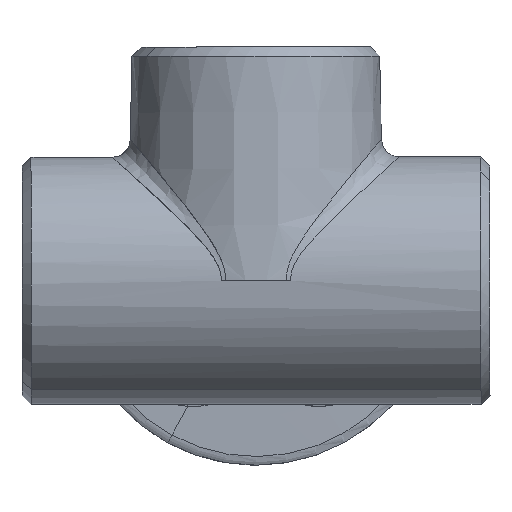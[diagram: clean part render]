
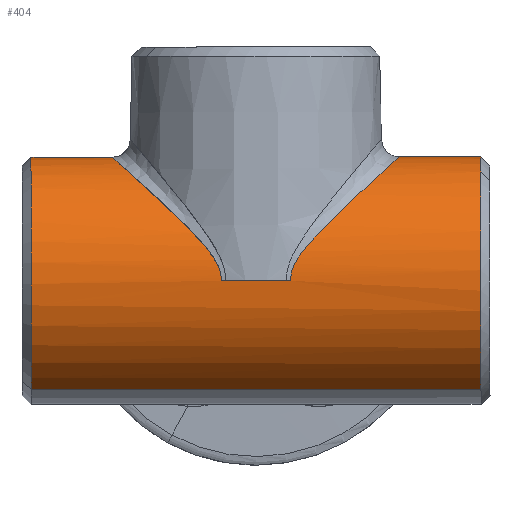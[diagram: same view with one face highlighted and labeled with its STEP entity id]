
A CAD part, front view. The second image highlights one B-rep face of the part: STEP entity #404.
In plain terms, the highlighted cylindrical face has radius 13.75 mm (diameter 27.5 mm), a partial arc.
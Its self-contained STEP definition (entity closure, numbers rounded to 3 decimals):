
#250=CARTESIAN_POINT('Axis2P3D Location',(0.,0.,0.)) ;
#255=CARTESIAN_POINT('Axis2P3D Location',(-25.,0.,-0.028)) ;
#259=CARTESIAN_POINT('Vertex',(-24.987,-6.592,-12.095)) ;
#261=CARTESIAN_POINT('Vertex',(-25.014,6.592,12.038)) ;
#264=CARTESIAN_POINT('Line Origine',(-0.014,6.592,12.067)) ;
#268=CARTESIAN_POINT('Vertex',(-14.097,6.592,12.051)) ;
#272=CARTESIAN_POINT('Control Point',(-14.097,6.592,12.051)) ;
#273=CARTESIAN_POINT('Control Point',(-14.77,5.476,12.66)) ;
#274=CARTESIAN_POINT('Control Point',(-15.333,4.241,13.167)) ;
#275=CARTESIAN_POINT('Control Point',(-15.753,2.881,13.544)) ;
#276=CARTESIAN_POINT('Control Point',(-15.962,1.44,13.732)) ;
#277=CARTESIAN_POINT('Control Point',(-15.962,0.,13.732)) ;
#278=CARTESIAN_POINT('Vertex',(-15.962,0.,13.732)) ;
#282=CARTESIAN_POINT('Control Point',(-15.962,0.,13.732)) ;
#283=CARTESIAN_POINT('Control Point',(-15.962,-0.933,13.732)) ;
#284=CARTESIAN_POINT('Control Point',(-15.874,-1.865,13.653)) ;
#285=CARTESIAN_POINT('Control Point',(-15.698,-2.777,13.495)) ;
#286=CARTESIAN_POINT('Control Point',(-15.24,-4.363,13.083)) ;
#287=CARTESIAN_POINT('Control Point',(-14.57,-5.801,12.479)) ;
#288=CARTESIAN_POINT('Control Point',(-14.233,-6.414,12.174)) ;
#289=CARTESIAN_POINT('Control Point',(-13.401,-7.726,11.42)) ;
#290=CARTESIAN_POINT('Control Point',(-12.44,-8.863,10.543)) ;
#291=CARTESIAN_POINT('Control Point',(-11.873,-9.446,10.022)) ;
#292=CARTESIAN_POINT('Control Point',(-10.491,-10.692,8.745)) ;
#293=CARTESIAN_POINT('Control Point',(-9.018,-11.675,7.349)) ;
#294=CARTESIAN_POINT('Control Point',(-8.16,-12.158,6.516)) ;
#295=CARTESIAN_POINT('Control Point',(-6.886,-12.759,5.25)) ;
#296=CARTESIAN_POINT('Control Point',(-5.684,-13.2,3.884)) ;
#297=CARTESIAN_POINT('Control Point',(-5.311,-13.325,3.434)) ;
#298=CARTESIAN_POINT('Control Point',(-4.794,-13.484,2.754)) ;
#299=CARTESIAN_POINT('Control Point',(-4.37,-13.603,2.022)) ;
#300=CARTESIAN_POINT('Control Point',(-4.248,-13.636,1.786)) ;
#301=CARTESIAN_POINT('Control Point',(-4.035,-13.694,1.297)) ;
#302=CARTESIAN_POINT('Control Point',(-3.907,-13.731,0.786)) ;
#303=CARTESIAN_POINT('Control Point',(-3.869,-13.744,0.523)) ;
#304=CARTESIAN_POINT('Control Point',(-3.861,-13.75,0.258)) ;
#305=CARTESIAN_POINT('Control Point',(-3.883,-13.75,-0.004)) ;
#306=CARTESIAN_POINT('Vertex',(-3.883,-13.75,-0.004)) ;
#310=CARTESIAN_POINT('Control Point',(-3.631,-13.75,-0.004)) ;
#311=CARTESIAN_POINT('Control Point',(-3.883,-13.75,-0.004)) ;
#312=CARTESIAN_POINT('Vertex',(-3.631,-13.75,-0.004)) ;
#315=CARTESIAN_POINT('Line Origine',(0.,-13.75,0.)) ;
#319=CARTESIAN_POINT('Vertex',(3.631,-13.75,0.004)) ;
#323=CARTESIAN_POINT('Control Point',(3.631,-13.75,0.004)) ;
#324=CARTESIAN_POINT('Control Point',(3.883,-13.75,0.004)) ;
#325=CARTESIAN_POINT('Vertex',(3.883,-13.75,0.004)) ;
#329=CARTESIAN_POINT('Control Point',(3.883,-13.75,0.004)) ;
#330=CARTESIAN_POINT('Control Point',(3.852,-13.75,0.373)) ;
#331=CARTESIAN_POINT('Control Point',(3.877,-13.738,0.745)) ;
#332=CARTESIAN_POINT('Control Point',(3.966,-13.712,1.11)) ;
#333=CARTESIAN_POINT('Control Point',(4.248,-13.636,1.868)) ;
#334=CARTESIAN_POINT('Control Point',(4.673,-13.516,2.571)) ;
#335=CARTESIAN_POINT('Control Point',(4.925,-13.442,2.933)) ;
#336=CARTESIAN_POINT('Control Point',(5.712,-13.194,3.973)) ;
#337=CARTESIAN_POINT('Control Point',(6.592,-12.862,4.937)) ;
#338=CARTESIAN_POINT('Control Point',(7.183,-12.607,5.556)) ;
#339=CARTESIAN_POINT('Control Point',(8.624,-11.904,7.012)) ;
#340=CARTESIAN_POINT('Control Point',(10.052,-10.98,8.372)) ;
#341=CARTESIAN_POINT('Control Point',(10.868,-10.358,9.138)) ;
#342=CARTESIAN_POINT('Control Point',(12.246,-9.111,10.417)) ;
#343=CARTESIAN_POINT('Control Point',(13.467,-7.577,11.534)) ;
#344=CARTESIAN_POINT('Control Point',(13.957,-6.858,11.98)) ;
#345=CARTESIAN_POINT('Control Point',(14.9,-5.198,12.837)) ;
#346=CARTESIAN_POINT('Control Point',(15.557,-3.297,13.431)) ;
#347=CARTESIAN_POINT('Control Point',(15.807,-2.221,13.656)) ;
#348=CARTESIAN_POINT('Control Point',(15.931,-1.111,13.768)) ;
#349=CARTESIAN_POINT('Control Point',(15.931,0.,13.768)) ;
#350=CARTESIAN_POINT('Vertex',(15.931,0.,13.768)) ;
#354=CARTESIAN_POINT('Control Point',(15.931,0.,13.768)) ;
#355=CARTESIAN_POINT('Control Point',(15.931,1.44,13.768)) ;
#356=CARTESIAN_POINT('Control Point',(15.722,2.879,13.579)) ;
#357=CARTESIAN_POINT('Control Point',(15.303,4.24,13.202)) ;
#358=CARTESIAN_POINT('Control Point',(14.741,5.476,12.693)) ;
#359=CARTESIAN_POINT('Control Point',(14.07,6.592,12.083)) ;
#360=CARTESIAN_POINT('Vertex',(14.07,6.592,12.083)) ;
#363=CARTESIAN_POINT('Line Origine',(-0.014,6.592,12.067)) ;
#367=CARTESIAN_POINT('Vertex',(24.987,6.592,12.095)) ;
#370=CARTESIAN_POINT('Axis2P3D Location',(25.,0.,0.028)) ;
#374=CARTESIAN_POINT('Vertex',(24.987,-6.592,12.095)) ;
#377=CARTESIAN_POINT('Axis2P3D Location',(25.,0.,0.028)) ;
#381=CARTESIAN_POINT('Vertex',(25.014,-6.592,-12.038)) ;
#384=CARTESIAN_POINT('Line Origine',(0.014,-6.592,-12.067)) ;
#266=VECTOR('Line Direction',#265,1.) ;
#317=VECTOR('Line Direction',#316,1.) ;
#365=VECTOR('Line Direction',#364,1.) ;
#386=VECTOR('Line Direction',#385,1.) ;
#251=DIRECTION('Axis2P3D Direction',(-1.,0.,-0.001)) ;
#252=DIRECTION('Axis2P3D XDirection',(0.001,-0.479,-0.878)) ;
#256=DIRECTION('Axis2P3D Direction',(-1.,0.,-0.001)) ;
#265=DIRECTION('Vector Direction',(-1.,0.,-0.001)) ;
#316=DIRECTION('Vector Direction',(-1.,0.,-0.001)) ;
#364=DIRECTION('Vector Direction',(-1.,0.,-0.001)) ;
#371=DIRECTION('Axis2P3D Direction',(-1.,0.,-0.001)) ;
#378=DIRECTION('Axis2P3D Direction',(-1.,0.,-0.001)) ;
#385=DIRECTION('Vector Direction',(-1.,0.,-0.001)) ;
#253=AXIS2_PLACEMENT_3D('Cylinder Axis2P3D',#250,#251,#252) ;
#257=AXIS2_PLACEMENT_3D('Circle Axis2P3D',#255,#256,$) ;
#372=AXIS2_PLACEMENT_3D('Circle Axis2P3D',#370,#371,$) ;
#379=AXIS2_PLACEMENT_3D('Circle Axis2P3D',#377,#378,$) ;
#267=LINE('Line',#264,#266) ;
#318=LINE('Line',#315,#317) ;
#366=LINE('Line',#363,#365) ;
#387=LINE('Line',#384,#386) ;
#258=CIRCLE('generated circle',#257,13.75) ;
#373=CIRCLE('generated circle',#372,13.75) ;
#380=CIRCLE('generated circle',#379,13.75) ;
#254=CYLINDRICAL_SURFACE('generated cylinder',#253,13.75) ;
#263=EDGE_CURVE('',#260,#262,#258,.T.) ;
#270=EDGE_CURVE('',#262,#269,#267,.F.) ;
#280=EDGE_CURVE('',#269,#279,#271,.T.) ;
#308=EDGE_CURVE('',#279,#307,#281,.T.) ;
#314=EDGE_CURVE('',#307,#313,#309,.F.) ;
#321=EDGE_CURVE('',#313,#320,#318,.F.) ;
#327=EDGE_CURVE('',#320,#326,#322,.T.) ;
#352=EDGE_CURVE('',#326,#351,#328,.T.) ;
#362=EDGE_CURVE('',#351,#361,#353,.T.) ;
#369=EDGE_CURVE('',#361,#368,#366,.F.) ;
#376=EDGE_CURVE('',#368,#375,#373,.F.) ;
#383=EDGE_CURVE('',#375,#382,#380,.F.) ;
#388=EDGE_CURVE('',#382,#260,#387,.T.) ;
#390=ORIENTED_EDGE('',*,*,#263,.T.) ;
#391=ORIENTED_EDGE('',*,*,#270,.T.) ;
#392=ORIENTED_EDGE('',*,*,#280,.T.) ;
#393=ORIENTED_EDGE('',*,*,#308,.T.) ;
#394=ORIENTED_EDGE('',*,*,#314,.T.) ;
#395=ORIENTED_EDGE('',*,*,#321,.T.) ;
#396=ORIENTED_EDGE('',*,*,#327,.T.) ;
#397=ORIENTED_EDGE('',*,*,#352,.T.) ;
#398=ORIENTED_EDGE('',*,*,#362,.T.) ;
#399=ORIENTED_EDGE('',*,*,#369,.T.) ;
#400=ORIENTED_EDGE('',*,*,#376,.T.) ;
#401=ORIENTED_EDGE('',*,*,#383,.T.) ;
#402=ORIENTED_EDGE('',*,*,#388,.T.) ;
#389=EDGE_LOOP('',(#390,#391,#392,#393,#394,#395,#396,#397,#398,#399,#400,#401,#402)) ;
#260=VERTEX_POINT('',#259) ;
#262=VERTEX_POINT('',#261) ;
#269=VERTEX_POINT('',#268) ;
#279=VERTEX_POINT('',#278) ;
#307=VERTEX_POINT('',#306) ;
#313=VERTEX_POINT('',#312) ;
#320=VERTEX_POINT('',#319) ;
#326=VERTEX_POINT('',#325) ;
#351=VERTEX_POINT('',#350) ;
#361=VERTEX_POINT('',#360) ;
#368=VERTEX_POINT('',#367) ;
#375=VERTEX_POINT('',#374) ;
#382=VERTEX_POINT('',#381) ;
#404=ADVANCED_FACE('Superficie.9',(#403),#254,.F.) ;
#271=B_SPLINE_CURVE_WITH_KNOTS('',5,(#272,#273,#274,#275,#276,#277),.UNSPECIFIED.,.F.,.U.,(6,6),(22.383,32.501),.UNSPECIFIED.) ;
#281=B_SPLINE_CURVE_WITH_KNOTS('',5,(#282,#283,#284,#285,#286,#287,#288,#289,#290,#291,#292,#293,#294,#295,#296,#297,#298,#299,#300,#301,#302,#303,#304,#305),.UNSPECIFIED.,.F.,.U.,(6,3,3,3,3,3,3,6),(25.469,32.024,37.371,44.157,53.264,57.556,59.53,61.533),.UNSPECIFIED.) ;
#309=B_SPLINE_CURVE_WITH_KNOTS('',1,(#310,#311),.UNSPECIFIED.,.F.,.U.,(2,2),(-0.126,0.126),.UNSPECIFIED.) ;
#322=B_SPLINE_CURVE_WITH_KNOTS('',1,(#323,#324),.UNSPECIFIED.,.F.,.U.,(2,2),(-0.126,0.126),.UNSPECIFIED.) ;
#328=B_SPLINE_CURVE_WITH_KNOTS('',5,(#329,#330,#331,#332,#333,#334,#335,#336,#337,#338,#339,#340,#341,#342,#343,#344,#345,#346,#347,#348,#349),.UNSPECIFIED.,.F.,.U.,(6,3,3,3,3,3,6),(26.103,28.914,32.159,38.507,47.517,54.36,62.167),.UNSPECIFIED.) ;
#353=B_SPLINE_CURVE_WITH_KNOTS('',5,(#354,#355,#356,#357,#358,#359),.UNSPECIFIED.,.F.,.U.,(6,6),(62.163,72.284),.UNSPECIFIED.) ;
#403=FACE_OUTER_BOUND('',#389,.T.) ;
